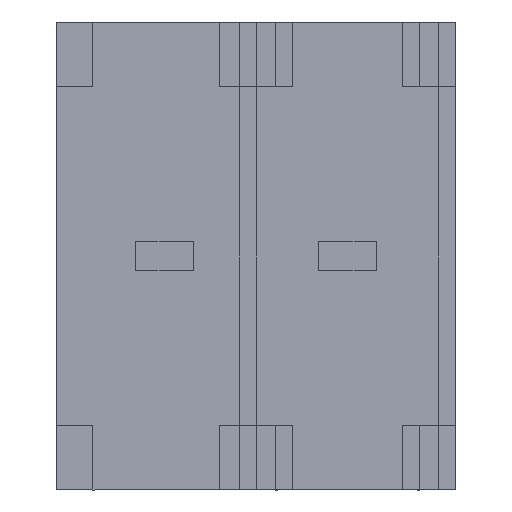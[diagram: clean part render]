
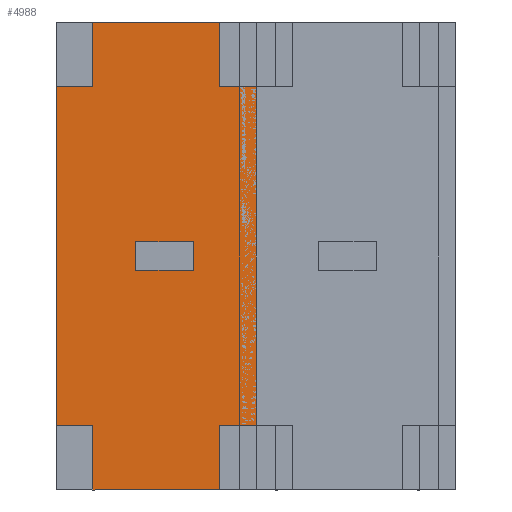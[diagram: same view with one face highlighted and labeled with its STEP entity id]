
A CAD part, front view. The second image highlights one B-rep face of the part: STEP entity #4988.
In plain terms, the highlighted planar face has unit normal (0, -1, 0).
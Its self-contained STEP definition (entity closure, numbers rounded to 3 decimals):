
#6 = DIRECTION ( 'NONE',  ( 1., 0., 0. ) ) ;
#29 = VECTOR ( 'NONE', #5529, 1000. ) ;
#38 = EDGE_CURVE ( 'NONE', #4745, #933, #4331, .T. ) ;
#44 = VECTOR ( 'NONE', #1813, 1000. ) ;
#111 = CARTESIAN_POINT ( 'NONE',  ( -2.27, 0.5, -3.25 ) ) ;
#171 = VERTEX_POINT ( 'NONE', #1407 ) ;
#189 = EDGE_CURVE ( 'NONE', #3126, #933, #2708, .T. ) ;
#200 = ORIENTED_EDGE ( 'NONE', *, *, #4456, .F. ) ;
#226 = CARTESIAN_POINT ( 'NONE',  ( 0., 0.5, -2.35 ) ) ;
#311 = DIRECTION ( 'NONE',  ( 1., 0., 0. ) ) ;
#384 = DIRECTION ( 'NONE',  ( 0., 0., 1. ) ) ;
#414 = DIRECTION ( 'NONE',  ( 1., 0., 0. ) ) ;
#452 = VECTOR ( 'NONE', #507, 1000. ) ;
#467 = EDGE_CURVE ( 'NONE', #4968, #4745, #3714, .T. ) ;
#473 = DIRECTION ( 'NONE',  ( 0., 0., 1. ) ) ;
#506 = ORIENTED_EDGE ( 'NONE', *, *, #2329, .F. ) ;
#507 = DIRECTION ( 'NONE',  ( 0., 0., -1. ) ) ;
#522 = CARTESIAN_POINT ( 'NONE',  ( -0.5, 0.5, -2.35 ) ) ;
#619 = ORIENTED_EDGE ( 'NONE', *, *, #2373, .F. ) ;
#642 = ORIENTED_EDGE ( 'NONE', *, *, #1451, .T. ) ;
#803 = LINE ( 'NONE', #2544, #4934 ) ;
#835 = VECTOR ( 'NONE', #2468, 1000. ) ;
#874 = LINE ( 'NONE', #3526, #1854 ) ;
#888 = LINE ( 'NONE', #2633, #44 ) ;
#933 = VERTEX_POINT ( 'NONE', #2847 ) ;
#997 = CARTESIAN_POINT ( 'NONE',  ( -0.5, 0.5, 3.25 ) ) ;
#1003 = ORIENTED_EDGE ( 'NONE', *, *, #3225, .F. ) ;
#1061 = DIRECTION ( 'NONE',  ( 0., 0., -1. ) ) ;
#1108 = ORIENTED_EDGE ( 'NONE', *, *, #189, .F. ) ;
#1117 = CARTESIAN_POINT ( 'NONE',  ( 2.77, 0.5, -2.35 ) ) ;
#1405 = ORIENTED_EDGE ( 'NONE', *, *, #3955, .F. ) ;
#1407 = CARTESIAN_POINT ( 'NONE',  ( -2.77, 0.5, 2.35 ) ) ;
#1451 = EDGE_CURVE ( 'NONE', #3243, #4461, #2242, .T. ) ;
#1484 = ORIENTED_EDGE ( 'NONE', *, *, #38, .T. ) ;
#1618 = ORIENTED_EDGE ( 'NONE', *, *, #467, .T. ) ;
#1675 = LINE ( 'NONE', #3460, #3858 ) ;
#1721 = EDGE_CURVE ( 'NONE', #3443, #2195, #803, .T. ) ;
#1813 = DIRECTION ( 'NONE',  ( 1., 0., 0. ) ) ;
#1854 = VECTOR ( 'NONE', #2562, 1000. ) ;
#2000 = EDGE_CURVE ( 'NONE', #3443, #3126, #874, .T. ) ;
#2007 = PLANE ( 'NONE',  #2027 ) ;
#2027 = AXIS2_PLACEMENT_3D ( 'NONE', #3625, #2883, #1061 ) ;
#2155 = LINE ( 'NONE', #5186, #5260 ) ;
#2195 = VERTEX_POINT ( 'NONE', #4984 ) ;
#2242 = LINE ( 'NONE', #111, #452 ) ;
#2329 = EDGE_CURVE ( 'NONE', #171, #4461, #4251, .T. ) ;
#2373 = EDGE_CURVE ( 'NONE', #2832, #171, #2155, .T. ) ;
#2416 = CARTESIAN_POINT ( 'NONE',  ( -2.27, 0.5, -3.25 ) ) ;
#2432 = EDGE_LOOP ( 'NONE', ( #3146, #2884, #1405, #1003, #200, #642, #506, #619, #3635, #1618, #1484, #1108 ) ) ;
#2468 = DIRECTION ( 'NONE',  ( 0., 0., -1. ) ) ;
#2474 = CARTESIAN_POINT ( 'NONE',  ( -0.5, 0.5, -2.35 ) ) ;
#2544 = CARTESIAN_POINT ( 'NONE',  ( 0., 0.5, -2.35 ) ) ;
#2562 = DIRECTION ( 'NONE',  ( -1., 0., 0. ) ) ;
#2633 = CARTESIAN_POINT ( 'NONE',  ( -0.5, 0.5, 2.35 ) ) ;
#2708 = LINE ( 'NONE', #2474, #29 ) ;
#2832 = VERTEX_POINT ( 'NONE', #4877 ) ;
#2847 = CARTESIAN_POINT ( 'NONE',  ( -0.5, 0.5, -3.25 ) ) ;
#2857 = CARTESIAN_POINT ( 'NONE',  ( -2.27, 0.5, -2.35 ) ) ;
#2878 = EDGE_CURVE ( 'NONE', #2832, #4968, #5475, .T. ) ;
#2883 = DIRECTION ( 'NONE',  ( 0., -1., 0. ) ) ;
#2884 = ORIENTED_EDGE ( 'NONE', *, *, #1721, .T. ) ;
#2905 = DIRECTION ( 'NONE',  ( 1., 0., 0. ) ) ;
#3038 = CARTESIAN_POINT ( 'NONE',  ( -2.27, 0.5, 2.35 ) ) ;
#3126 = VERTEX_POINT ( 'NONE', #522 ) ;
#3146 = ORIENTED_EDGE ( 'NONE', *, *, #2000, .F. ) ;
#3221 = CARTESIAN_POINT ( 'NONE',  ( -0.5, 0.5, 3.25 ) ) ;
#3225 = EDGE_CURVE ( 'NONE', #4043, #3728, #5122, .T. ) ;
#3243 = VERTEX_POINT ( 'NONE', #4254 ) ;
#3283 = VECTOR ( 'NONE', #414, 1000. ) ;
#3363 = VECTOR ( 'NONE', #4087, 1000. ) ;
#3443 = VERTEX_POINT ( 'NONE', #226 ) ;
#3460 = CARTESIAN_POINT ( 'NONE',  ( 2.77, 0.5, 3.25 ) ) ;
#3526 = CARTESIAN_POINT ( 'NONE',  ( 0.5, 0.5, -2.35 ) ) ;
#3537 = CARTESIAN_POINT ( 'NONE',  ( 2.77, 0.5, -3.25 ) ) ;
#3539 = CARTESIAN_POINT ( 'NONE',  ( -0.5, 0.5, 2.35 ) ) ;
#3625 = CARTESIAN_POINT ( 'NONE',  ( 0., 0.5, -2.35 ) ) ;
#3635 = ORIENTED_EDGE ( 'NONE', *, *, #2878, .T. ) ;
#3714 = LINE ( 'NONE', #2416, #3363 ) ;
#3728 = VERTEX_POINT ( 'NONE', #3539 ) ;
#3858 = VECTOR ( 'NONE', #6, 1000. ) ;
#3955 = EDGE_CURVE ( 'NONE', #3728, #2195, #888, .T. ) ;
#4043 = VERTEX_POINT ( 'NONE', #997 ) ;
#4087 = DIRECTION ( 'NONE',  ( 0., 0., -1. ) ) ;
#4130 = VECTOR ( 'NONE', #2905, 1000. ) ;
#4251 = LINE ( 'NONE', #5069, #4789 ) ;
#4254 = CARTESIAN_POINT ( 'NONE',  ( -2.27, 0.5, 3.25 ) ) ;
#4331 = LINE ( 'NONE', #3537, #3283 ) ;
#4456 = EDGE_CURVE ( 'NONE', #3243, #4043, #1675, .T. ) ;
#4461 = VERTEX_POINT ( 'NONE', #3038 ) ;
#4745 = VERTEX_POINT ( 'NONE', #5118 ) ;
#4789 = VECTOR ( 'NONE', #311, 1000. ) ;
#4877 = CARTESIAN_POINT ( 'NONE',  ( -2.77, 0.5, -2.35 ) ) ;
#4934 = VECTOR ( 'NONE', #384, 1000. ) ;
#4968 = VERTEX_POINT ( 'NONE', #2857 ) ;
#4984 = CARTESIAN_POINT ( 'NONE',  ( 0., 0.5, 2.35 ) ) ;
#4988 = ADVANCED_FACE ( 'NONE', ( #5429 ), #2007, .T. ) ;
#5069 = CARTESIAN_POINT ( 'NONE',  ( 2.77, 0.5, 2.35 ) ) ;
#5118 = CARTESIAN_POINT ( 'NONE',  ( -2.27, 0.5, -3.25 ) ) ;
#5122 = LINE ( 'NONE', #3221, #835 ) ;
#5186 = CARTESIAN_POINT ( 'NONE',  ( -2.77, 0.5, 3.25 ) ) ;
#5260 = VECTOR ( 'NONE', #473, 1000. ) ;
#5429 = FACE_OUTER_BOUND ( 'NONE', #2432, .T. ) ;
#5475 = LINE ( 'NONE', #1117, #4130 ) ;
#5529 = DIRECTION ( 'NONE',  ( 0., 0., -1. ) ) ;
